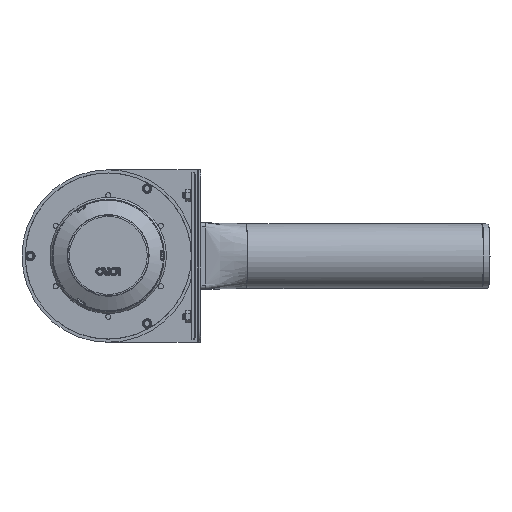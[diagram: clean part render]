
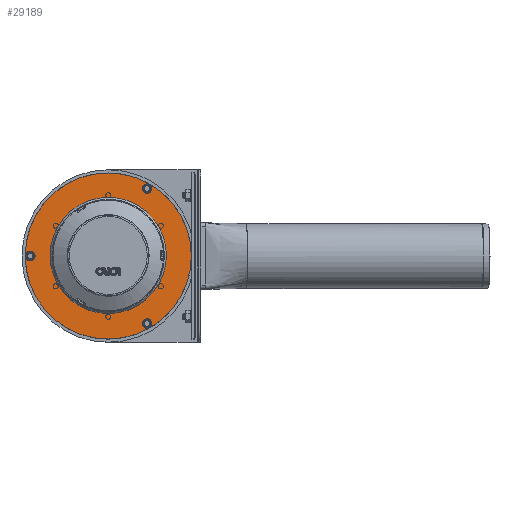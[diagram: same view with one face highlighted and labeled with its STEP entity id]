
A CAD part, top view. The second image highlights one B-rep face of the part: STEP entity #29189.
In plain terms, the highlighted planar face has unit normal (0, 0, 1).
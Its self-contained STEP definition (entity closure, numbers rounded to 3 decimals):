
#628=FACE_BOUND('',#5582,.T.);
#629=FACE_BOUND('',#5583,.T.);
#630=FACE_BOUND('',#5584,.T.);
#631=FACE_BOUND('',#5585,.T.);
#1879=CIRCLE('',#31448,4.);
#1881=CIRCLE('',#31451,84.5);
#1883=CIRCLE('',#31454,4.);
#1885=CIRCLE('',#31457,4.);
#1887=CIRCLE('',#31460,130.);
#3881=FACE_OUTER_BOUND('',#5581,.T.);
#5581=EDGE_LOOP('',(#21706));
#5582=EDGE_LOOP('',(#21707));
#5583=EDGE_LOOP('',(#21708));
#5584=EDGE_LOOP('',(#21709));
#5585=EDGE_LOOP('',(#21710));
#12460=VERTEX_POINT('',#52076);
#12462=VERTEX_POINT('',#52082);
#12464=VERTEX_POINT('',#52088);
#12466=VERTEX_POINT('',#52094);
#12468=VERTEX_POINT('',#52100);
#15846=EDGE_CURVE('',#12460,#12460,#1879,.T.);
#15849=EDGE_CURVE('',#12462,#12462,#1881,.T.);
#15852=EDGE_CURVE('',#12464,#12464,#1883,.T.);
#15855=EDGE_CURVE('',#12466,#12466,#1885,.T.);
#15858=EDGE_CURVE('',#12468,#12468,#1887,.T.);
#21706=ORIENTED_EDGE('',*,*,#15858,.T.);
#21707=ORIENTED_EDGE('',*,*,#15855,.T.);
#21708=ORIENTED_EDGE('',*,*,#15852,.T.);
#21709=ORIENTED_EDGE('',*,*,#15849,.T.);
#21710=ORIENTED_EDGE('',*,*,#15846,.T.);
#27699=PLANE('',#31462);
#29189=ADVANCED_FACE('',(#3881,#628,#629,#630,#631),#27699,.T.);
#31448=AXIS2_PLACEMENT_3D('',#52078,#36723,#36724);
#31451=AXIS2_PLACEMENT_3D('',#52084,#36730,#36731);
#31454=AXIS2_PLACEMENT_3D('',#52090,#36737,#36738);
#31457=AXIS2_PLACEMENT_3D('',#52096,#36744,#36745);
#31460=AXIS2_PLACEMENT_3D('',#52102,#36751,#36752);
#31462=AXIS2_PLACEMENT_3D('',#52104,#36755,#36756);
#36723=DIRECTION('center_axis',(0.,0.,-1.));
#36724=DIRECTION('ref_axis',(0.,1.,0.));
#36730=DIRECTION('center_axis',(0.,0.,-1.));
#36731=DIRECTION('ref_axis',(0.,-1.,0.));
#36737=DIRECTION('center_axis',(0.,0.,-1.));
#36738=DIRECTION('ref_axis',(0.,-1.,0.));
#36744=DIRECTION('center_axis',(0.,0.,-1.));
#36745=DIRECTION('ref_axis',(0.,-1.,0.));
#36751=DIRECTION('center_axis',(0.,0.,1.));
#36752=DIRECTION('ref_axis',(0.,-1.,0.));
#36755=DIRECTION('center_axis',(0.,0.,1.));
#36756=DIRECTION('ref_axis',(-1.,0.,0.));
#52076=CARTESIAN_POINT('',(196.,101.655,29.5));
#52078=CARTESIAN_POINT('Origin',(196.,105.655,29.5));
#52082=CARTESIAN_POINT('',(135.,84.5,29.5));
#52084=CARTESIAN_POINT('Origin',(135.,0.,29.5));
#52088=CARTESIAN_POINT('',(13.,4.,29.5));
#52090=CARTESIAN_POINT('Origin',(13.,0.,29.5));
#52094=CARTESIAN_POINT('',(196.,-101.655,29.5));
#52096=CARTESIAN_POINT('Origin',(196.,-105.655,29.5));
#52100=CARTESIAN_POINT('',(135.,130.,29.5));
#52102=CARTESIAN_POINT('Origin',(135.,0.,29.5));
#52104=CARTESIAN_POINT('Origin',(135.,0.,29.5));
